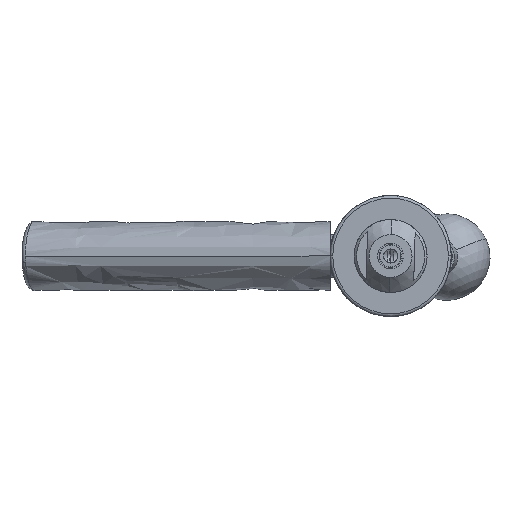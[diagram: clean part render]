
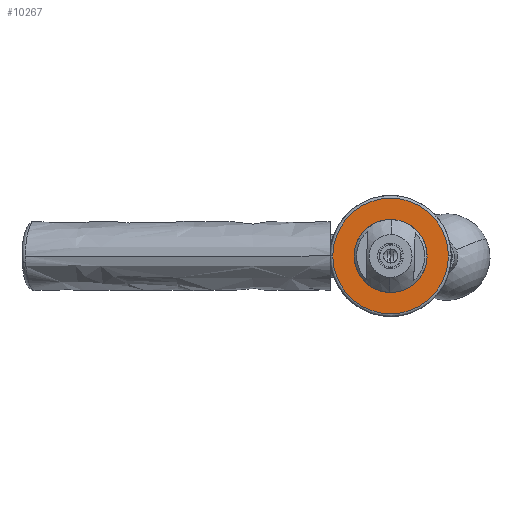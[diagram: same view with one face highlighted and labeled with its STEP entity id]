
A CAD part, left-side view. The second image highlights one B-rep face of the part: STEP entity #10267.
In plain terms, the highlighted planar face has unit normal (-1, 0, 0).
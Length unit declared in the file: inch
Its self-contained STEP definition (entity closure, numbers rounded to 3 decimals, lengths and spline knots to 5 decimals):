
#85 = CARTESIAN_POINT ( 'NONE',  ( -3.907, -0.835, 0. ) ) ;
#822 = AXIS2_PLACEMENT_3D ( 'NONE', #1152, #9431, #3464 ) ;
#880 = ORIENTED_EDGE ( 'NONE', *, *, #1192, .F. ) ;
#910 = CARTESIAN_POINT ( 'NONE',  ( -3.907, 0., -0.1985 ) ) ;
#1152 = CARTESIAN_POINT ( 'NONE',  ( -3.907, 0., 0. ) ) ;
#1192 = EDGE_CURVE ( 'NONE', #10171, #4305, #10871, .T. ) ;
#1221 = DIRECTION ( 'NONE',  ( -1., 0., 0. ) ) ;
#1449 = DIRECTION ( 'NONE',  ( 0., 0., -1. ) ) ;
#1490 = DIRECTION ( 'NONE',  ( 0., -1., 0. ) ) ;
#1512 = AXIS2_PLACEMENT_3D ( 'NONE', #7651, #13577, #5358 ) ;
#3139 = CIRCLE ( 'NONE', #7709, 0.835 ) ;
#3464 = DIRECTION ( 'NONE',  ( 0., 0., -1. ) ) ;
#3677 = CARTESIAN_POINT ( 'NONE',  ( -3.907, 0., 0. ) ) ;
#4305 = VERTEX_POINT ( 'NONE', #11823 ) ;
#4468 = VERTEX_POINT ( 'NONE', #8842 ) ;
#4739 = AXIS2_PLACEMENT_3D ( 'NONE', #6000, #1221, #1449 ) ;
#5311 = EDGE_CURVE ( 'NONE', #4305, #10171, #6428, .T. ) ;
#5358 = DIRECTION ( 'NONE',  ( 0., -1., 0. ) ) ;
#6000 = CARTESIAN_POINT ( 'NONE',  ( -3.907, 0., 0. ) ) ;
#6428 = CIRCLE ( 'NONE', #822, 0.1985 ) ;
#6628 = PLANE ( 'NONE',  #1512 ) ;
#7651 = CARTESIAN_POINT ( 'NONE',  ( -3.907, -0.875, 0. ) ) ;
#7709 = AXIS2_PLACEMENT_3D ( 'NONE', #12411, #15143, #1490 ) ;
#8191 = VERTEX_POINT ( 'NONE', #85 ) ;
#8540 = DIRECTION ( 'NONE',  ( -1., 0., 0. ) ) ;
#8842 = CARTESIAN_POINT ( 'NONE',  ( -3.907, 0.835, 0. ) ) ;
#8960 = EDGE_CURVE ( 'NONE', #8191, #4468, #9895, .T. ) ;
#9431 = DIRECTION ( 'NONE',  ( -1., 0., 0. ) ) ;
#9592 = ORIENTED_EDGE ( 'NONE', *, *, #12034, .T. ) ;
#9895 = CIRCLE ( 'NONE', #15256, 0.835 ) ;
#10171 = VERTEX_POINT ( 'NONE', #910 ) ;
#10267 = ADVANCED_FACE ( 'NONE', ( #13728, #11350 ), #6628, .F. ) ;
#10342 = EDGE_LOOP ( 'NONE', ( #880, #14191 ) ) ;
#10371 = ORIENTED_EDGE ( 'NONE', *, *, #8960, .T. ) ;
#10647 = DIRECTION ( 'NONE',  ( 0., -1., 0. ) ) ;
#10871 = CIRCLE ( 'NONE', #4739, 0.1985 ) ;
#11350 = FACE_OUTER_BOUND ( 'NONE', #12447, .T. ) ;
#11823 = CARTESIAN_POINT ( 'NONE',  ( -3.907, 0., 0.1985 ) ) ;
#12034 = EDGE_CURVE ( 'NONE', #4468, #8191, #3139, .T. ) ;
#12411 = CARTESIAN_POINT ( 'NONE',  ( -3.907, 0., 0. ) ) ;
#12447 = EDGE_LOOP ( 'NONE', ( #10371, #9592 ) ) ;
#13577 = DIRECTION ( 'NONE',  ( 1., 0., 0. ) ) ;
#13728 = FACE_BOUND ( 'NONE', #10342, .T. ) ;
#14191 = ORIENTED_EDGE ( 'NONE', *, *, #5311, .F. ) ;
#15143 = DIRECTION ( 'NONE',  ( -1., 0., 0. ) ) ;
#15256 = AXIS2_PLACEMENT_3D ( 'NONE', #3677, #8540, #10647 ) ;
